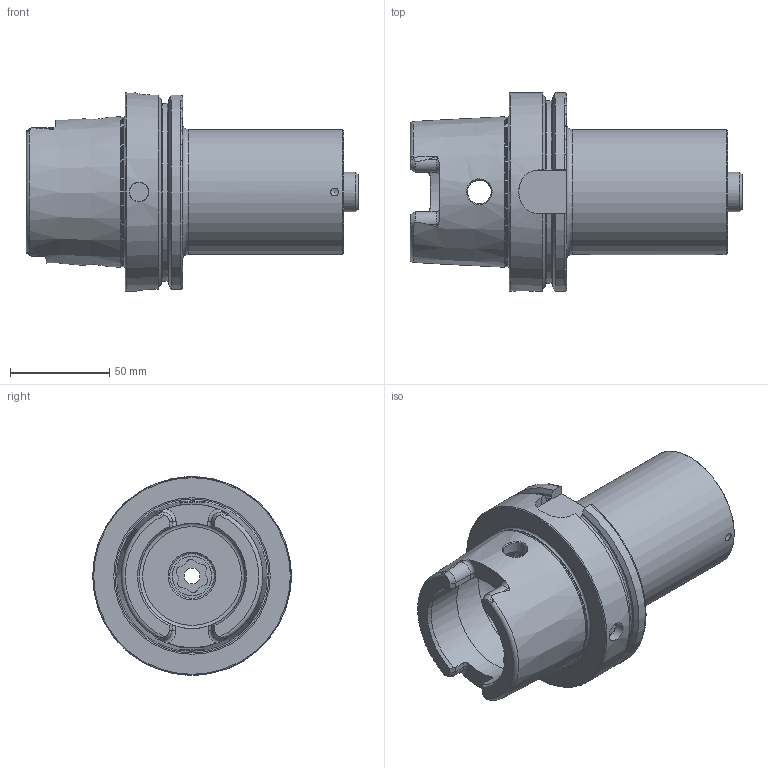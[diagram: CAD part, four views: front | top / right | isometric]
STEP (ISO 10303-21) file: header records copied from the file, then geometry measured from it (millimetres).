
FILE_DESCRIPTION (( 'STEP AP214' ), '1' );
FILE_NAME ('HA0.PS6.K01.110.STEP', '2026-01-28T15:12:19', ( '' ), ( '' ), 'SwSTEP 2.0', 'SolidWorks 2022', '' );
FILE_SCHEMA (( 'AUTOMOTIVE_DESIGN' ));
Length unit declared in the file: millimetre
Products named in the file (4): HA0.PS6.K01.110; HA0-PS6.K01.110_A_Fertigbearbeitung; PS6-ER1.K01.071_A_PreviewCfg; PS6-ER2.001.024_A
Assembly tree (3 placements, depth 2):
  HA0.PS6.K01.110
    HA0-PS6.K01.110_A_Fertigbearbeitung
    PS6-ER2.001.024_A
    PS6-ER1.K01.071_A_PreviewCfg
Bounding box: 167.2 x 100 x 100 mm (x, y, z)
Volume: 453839.5 mm3; surface area: 87506.9 mm2
Topology: 3 solids, 3 shells, 195 faces, 490 edges, 306 vertices
Faces by surface type: cylinder 60, plane 58, cone 41, torus 34, bspline 2
Full cylindrical faces by diameter (mm): 4 x1, 8 x1, 10 x1, 12 x2, 20 x2, 20.4 x1, 22.5 x1, 26 x1, 27.5 x1, 27.6 x1, 28.5 x1, 30 x1, 31.4 x1, 48.5 x1, 53 x2, 63 x2, 75.265 x1, 100 x1
Entity records: 7523 total; most frequent: CARTESIAN_POINT 2552, DIRECTION 921, ORIENTED_EDGE 836, EDGE_CURVE 418, AXIS2_PLACEMENT_3D 393, VERTEX_POINT 290, EDGE_LOOP 264, FACE_OUTER_BOUND 231
